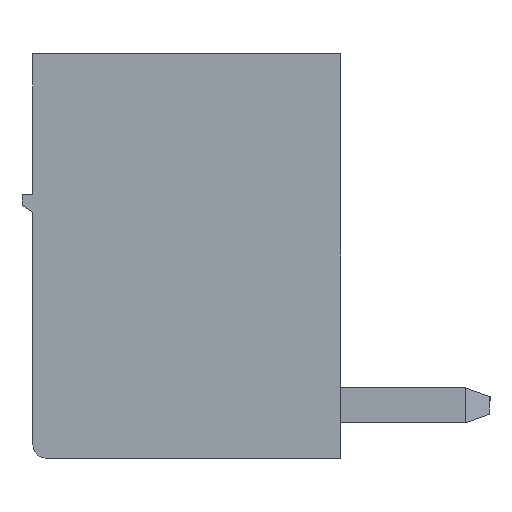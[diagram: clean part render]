
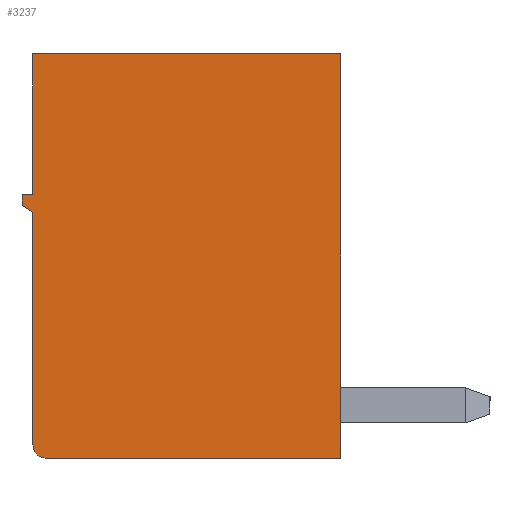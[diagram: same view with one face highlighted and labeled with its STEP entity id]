
A CAD part, left-side view. The second image highlights one B-rep face of the part: STEP entity #3237.
In plain terms, the highlighted planar face has unit normal (-1, 0, 0).
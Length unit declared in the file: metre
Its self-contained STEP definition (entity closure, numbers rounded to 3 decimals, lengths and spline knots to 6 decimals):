
#3237=ADVANCED_FACE('',(#6578),#6579,.T.);
#6578=FACE_OUTER_BOUND('',#9930,.T.);
#6579=PLANE('',#9931);
#9930=EDGE_LOOP('',(#19793,#19794,#19795,#19796,#19797,#19798,#19799,#19800,#19801));
#9931=AXIS2_PLACEMENT_3D('',#19802,#19803,#19804);
#19793=ORIENTED_EDGE('',*,*,#20146,.T.);
#19794=ORIENTED_EDGE('',*,*,#20142,.T.);
#19795=ORIENTED_EDGE('',*,*,#20138,.T.);
#19796=ORIENTED_EDGE('',*,*,#20134,.F.);
#19797=ORIENTED_EDGE('',*,*,#20150,.T.);
#19798=ORIENTED_EDGE('',*,*,#20154,.T.);
#19799=ORIENTED_EDGE('',*,*,#20195,.T.);
#19800=ORIENTED_EDGE('',*,*,#20397,.F.);
#19801=ORIENTED_EDGE('',*,*,#20448,.T.);
#19802=CARTESIAN_POINT('',(-1.087027,0.00436,0.000933));
#19803=DIRECTION('',(-1.0,0.0,0.0));
#19804=DIRECTION('',(0.0,0.0,1.0));
#20134=EDGE_CURVE('',#24130,#24126,#24132,.T.);
#20138=EDGE_CURVE('',#24135,#24126,#24138,.T.);
#20142=EDGE_CURVE('',#24141,#24135,#24144,.T.);
#20146=EDGE_CURVE('',#24147,#24141,#24150,.T.);
#20150=EDGE_CURVE('',#24130,#24154,#24156,.T.);
#20154=EDGE_CURVE('',#24154,#24160,#24162,.T.);
#20195=EDGE_CURVE('',#24160,#24239,#24241,.T.);
#20397=EDGE_CURVE('',#24615,#24239,#24617,.T.);
#20448=EDGE_CURVE('',#24615,#24147,#24700,.T.);
#24126=VERTEX_POINT('',#29975);
#24130=VERTEX_POINT('',#29981);
#24132=LINE('',#29984,#29985);
#24135=VERTEX_POINT('',#29988);
#24138=LINE('',#29993,#29994);
#24141=VERTEX_POINT('',#29997);
#24144=LINE('',#30002,#30003);
#24147=VERTEX_POINT('',#30006);
#24150=LINE('',#30011,#30012);
#24154=VERTEX_POINT('',#30017);
#24156=LINE('',#30020,#30021);
#24160=VERTEX_POINT('',#30025);
#24162=CIRCLE('',#30028,0.0003);
#24239=VERTEX_POINT('',#30143);
#24241=LINE('',#30146,#30147);
#24615=VERTEX_POINT('',#30708);
#24617=LINE('',#30711,#30712);
#24700=LINE('',#30833,#30834);
#29975=CARTESIAN_POINT('',(-1.087027,0.01111,-0.002517));
#29981=CARTESIAN_POINT('',(-1.087027,0.01086,-0.002667));
#29984=CARTESIAN_POINT('',(-1.087027,0.010852,-0.002672));
#29985=VECTOR('',#38199,1.0);
#29988=CARTESIAN_POINT('',(-1.087027,0.01111,-0.002267));
#29993=CARTESIAN_POINT('',(-1.087027,0.01111,-0.002267));
#29994=VECTOR('',#38202,1.0);
#29997=CARTESIAN_POINT('',(-1.087027,0.01086,-0.002267));
#30002=CARTESIAN_POINT('',(-1.087027,0.01061,-0.002267));
#30003=VECTOR('',#38205,1.0);
#30006=CARTESIAN_POINT('',(-1.087027,0.01086,0.000933));
#30011=CARTESIAN_POINT('',(-1.087027,0.01086,0.000933));
#30012=VECTOR('',#38208,1.0);
#30017=CARTESIAN_POINT('',(-1.087027,0.01086,-0.007967));
#30020=CARTESIAN_POINT('',(-1.087027,0.01086,0.000933));
#30021=VECTOR('',#38211,1.0);
#30025=CARTESIAN_POINT('',(-1.087027,0.01056,-0.008267));
#30028=AXIS2_PLACEMENT_3D('',#38216,#38217,#38218);
#30143=CARTESIAN_POINT('',(-1.087027,0.00386,-0.008267));
#30146=CARTESIAN_POINT('',(-1.087027,0.00436,-0.008267));
#30147=VECTOR('',#38258,1.0);
#30708=CARTESIAN_POINT('',(-1.087027,0.00386,0.000933));
#30711=CARTESIAN_POINT('',(-1.087027,0.00386,0.000933));
#30712=VECTOR('',#38483,1.0);
#30833=CARTESIAN_POINT('',(-1.087027,0.00436,0.000933));
#30834=VECTOR('',#38546,1.0);
#38199=DIRECTION('',(0.0,0.857,0.514));
#38202=DIRECTION('',(-0.0,-0.0,-1.0));
#38205=DIRECTION('',(0.0,1.0,-0.0));
#38208=DIRECTION('',(-0.0,-0.0,-1.0));
#38211=DIRECTION('',(-0.0,-0.0,-1.0));
#38216=CARTESIAN_POINT('',(-1.087027,0.01056,-0.007967));
#38217=DIRECTION('',(-1.0,0.0,0.0));
#38218=DIRECTION('',(0.0,0.0,1.0));
#38258=DIRECTION('',(-0.0,-1.0,0.0));
#38483=DIRECTION('',(0.0,0.,-1.0));
#38546=DIRECTION('',(0.0,1.0,-0.0));
